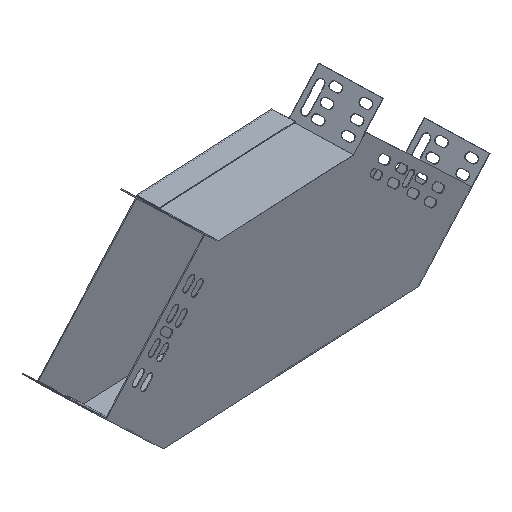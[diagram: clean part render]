
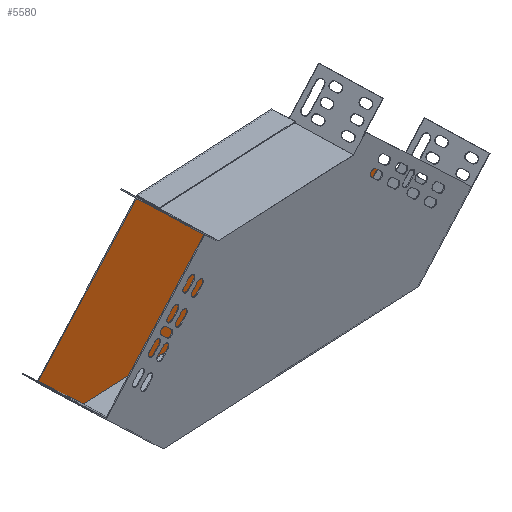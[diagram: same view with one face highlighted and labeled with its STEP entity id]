
A CAD part, isometric view. The second image highlights one B-rep face of the part: STEP entity #5580.
In plain terms, the highlighted planar face has unit normal (0.022, -1, 0.006).
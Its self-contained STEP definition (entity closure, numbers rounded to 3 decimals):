
#49 = CARTESIAN_POINT ( 'NONE',  ( -107.521, 86.39, 181.021 ) ) ;
#191 = DIRECTION ( 'NONE',  ( 0.022, -1., 0.006 ) ) ;
#370 = VERTEX_POINT ( 'NONE', #4920 ) ;
#545 = VECTOR ( 'NONE', #638, 1000. ) ;
#590 = ORIENTED_EDGE ( 'NONE', *, *, #4388, .F. ) ;
#638 = DIRECTION ( 'NONE',  ( -0.027, 0.006, 1. ) ) ;
#742 = LINE ( 'NONE', #3267, #3987 ) ;
#841 = VERTEX_POINT ( 'NONE', #1162 ) ;
#848 = VERTEX_POINT ( 'NONE', #868 ) ;
#868 = CARTESIAN_POINT ( 'NONE',  ( -248.87, 83.29, 177.699 ) ) ;
#946 = VECTOR ( 'NONE', #3860, 1000. ) ;
#1145 = LINE ( 'NONE', #1251, #4196 ) ;
#1162 = CARTESIAN_POINT ( 'NONE',  ( 2.101, 88.112, 76.675 ) ) ;
#1234 = LINE ( 'NONE', #5955, #6234 ) ;
#1251 = CARTESIAN_POINT ( 'NONE',  ( 2.087, 88.115, 77.175 ) ) ;
#1280 = DIRECTION ( 'NONE',  ( -0.687, -0.02, -0.726 ) ) ;
#1338 = AXIS2_PLACEMENT_3D ( 'NONE', #3414, #191, #4713 ) ;
#1562 = VECTOR ( 'NONE', #6470, 1000. ) ;
#1923 = CARTESIAN_POINT ( 'NONE',  ( -248.87, 83.29, 177.699 ) ) ;
#1954 = CARTESIAN_POINT ( 'NONE',  ( -352.652, 80.325, 67.082 ) ) ;
#2145 = VERTEX_POINT ( 'NONE', #5241 ) ;
#2157 = CARTESIAN_POINT ( 'NONE',  ( -352.665, 80.327, 67.582 ) ) ;
#2158 = VERTEX_POINT ( 'NONE', #7615 ) ;
#2484 = ORIENTED_EDGE ( 'NONE', *, *, #4412, .T. ) ;
#2492 = LINE ( 'NONE', #1954, #545 ) ;
#2695 = LINE ( 'NONE', #7564, #7322 ) ;
#2731 = CARTESIAN_POINT ( 'NONE',  ( -248.857, 83.288, 177.199 ) ) ;
#2905 = LINE ( 'NONE', #5142, #4396 ) ;
#3240 = CARTESIAN_POINT ( 'NONE',  ( -107.535, 86.393, 181.521 ) ) ;
#3267 = CARTESIAN_POINT ( 'NONE',  ( -352.652, 80.325, 67.082 ) ) ;
#3403 = VERTEX_POINT ( 'NONE', #2157 ) ;
#3414 = CARTESIAN_POINT ( 'NONE',  ( 2.087, 88.115, 77.175 ) ) ;
#3636 = ORIENTED_EDGE ( 'NONE', *, *, #4386, .T. ) ;
#3777 = ORIENTED_EDGE ( 'NONE', *, *, #4486, .F. ) ;
#3831 = DIRECTION ( 'NONE',  ( -0.999, -0.022, -0.027 ) ) ;
#3860 = DIRECTION ( 'NONE',  ( 0.027, -0.006, -1. ) ) ;
#3891 = DIRECTION ( 'NONE',  ( 0.726, 0.011, -0.688 ) ) ;
#3987 = VECTOR ( 'NONE', #3891, 1000. ) ;
#4039 = ORIENTED_EDGE ( 'NONE', *, *, #4387, .T. ) ;
#4196 = VECTOR ( 'NONE', #5172, 1000. ) ;
#4386 = EDGE_CURVE ( 'NONE', #848, #7337, #7640, .T. ) ;
#4387 = EDGE_CURVE ( 'NONE', #370, #848, #2905, .T. ) ;
#4388 = EDGE_CURVE ( 'NONE', #370, #7599, #6140, .T. ) ;
#4396 = VECTOR ( 'NONE', #3831, 1000. ) ;
#4398 = EDGE_CURVE ( 'NONE', #4469, #841, #1145, .T. ) ;
#4401 = EDGE_CURVE ( 'NONE', #841, #2158, #7477, .T. ) ;
#4412 = EDGE_CURVE ( 'NONE', #7586, #2158, #2695, .T. ) ;
#4413 = EDGE_CURVE ( 'NONE', #2145, #7586, #742, .T. ) ;
#4424 = EDGE_CURVE ( 'NONE', #2145, #3403, #2492, .T. ) ;
#4469 = VERTEX_POINT ( 'NONE', #6614 ) ;
#4471 = EDGE_CURVE ( 'NONE', #7599, #4469, #1234, .T. ) ;
#4486 = EDGE_CURVE ( 'NONE', #3403, #7337, #7551, .T. ) ;
#4528 = CARTESIAN_POINT ( 'NONE',  ( 2.101, 88.112, 76.675 ) ) ;
#4675 = ORIENTED_EDGE ( 'NONE', *, *, #4413, .T. ) ;
#4686 = ORIENTED_EDGE ( 'NONE', *, *, #4398, .F. ) ;
#4713 = DIRECTION ( 'NONE',  ( 0.027, -0.006, -1. ) ) ;
#4920 = CARTESIAN_POINT ( 'NONE',  ( -107.535, 86.393, 181.521 ) ) ;
#5142 = CARTESIAN_POINT ( 'NONE',  ( -248.87, 83.29, 177.699 ) ) ;
#5171 = CARTESIAN_POINT ( 'NONE',  ( -307.251, 81.039, 24.068 ) ) ;
#5172 = DIRECTION ( 'NONE',  ( 0.027, -0.006, -1. ) ) ;
#5241 = CARTESIAN_POINT ( 'NONE',  ( -352.652, 80.325, 67.082 ) ) ;
#5580 = ADVANCED_FACE ( 'NONE', ( #6626 ), #7185, .T. ) ;
#5757 = CARTESIAN_POINT ( 'NONE',  ( -248.857, 83.288, 177.199 ) ) ;
#5934 = VECTOR ( 'NONE', #1280, 1000. ) ;
#5955 = CARTESIAN_POINT ( 'NONE',  ( -107.521, 86.39, 181.021 ) ) ;
#6035 = VECTOR ( 'NONE', #7700, 1000. ) ;
#6140 = LINE ( 'NONE', #3240, #946 ) ;
#6234 = VECTOR ( 'NONE', #7678, 1000. ) ;
#6470 = DIRECTION ( 'NONE',  ( 0.027, -0.006, -1. ) ) ;
#6497 = DIRECTION ( 'NONE',  ( 0.999, 0.022, 0.027 ) ) ;
#6598 = ORIENTED_EDGE ( 'NONE', *, *, #4401, .F. ) ;
#6614 = CARTESIAN_POINT ( 'NONE',  ( 2.087, 88.115, 77.175 ) ) ;
#6626 = FACE_OUTER_BOUND ( 'NONE', #7097, .T. ) ;
#6866 = ORIENTED_EDGE ( 'NONE', *, *, #4471, .F. ) ;
#7097 = EDGE_LOOP ( 'NONE', ( #3777, #7661, #4675, #2484, #6598, #4686, #6866, #590, #4039, #3636 ) ) ;
#7185 = PLANE ( 'NONE',  #1338 ) ;
#7322 = VECTOR ( 'NONE', #6497, 1000. ) ;
#7337 = VERTEX_POINT ( 'NONE', #5757 ) ;
#7477 = LINE ( 'NONE', #4528, #5934 ) ;
#7551 = LINE ( 'NONE', #2731, #6035 ) ;
#7564 = CARTESIAN_POINT ( 'NONE',  ( -40.898, 86.886, 31.27 ) ) ;
#7586 = VERTEX_POINT ( 'NONE', #5171 ) ;
#7599 = VERTEX_POINT ( 'NONE', #49 ) ;
#7615 = CARTESIAN_POINT ( 'NONE',  ( -40.898, 86.886, 31.27 ) ) ;
#7640 = LINE ( 'NONE', #1923, #1562 ) ;
#7661 = ORIENTED_EDGE ( 'NONE', *, *, #4424, .F. ) ;
#7678 = DIRECTION ( 'NONE',  ( 0.726, 0.011, -0.688 ) ) ;
#7700 = DIRECTION ( 'NONE',  ( 0.687, 0.02, 0.726 ) ) ;
